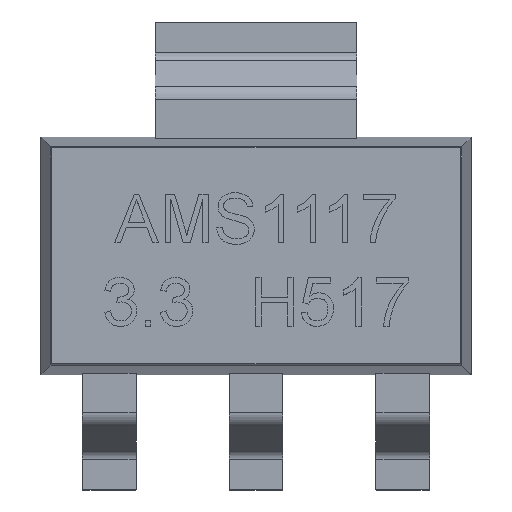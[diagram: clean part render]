
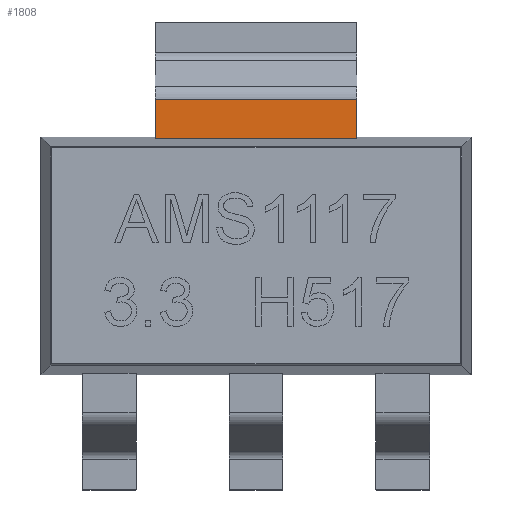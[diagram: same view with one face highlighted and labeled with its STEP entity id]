
A CAD part, top view. The second image highlights one B-rep face of the part: STEP entity #1808.
In plain terms, the highlighted planar face has unit normal (0, 0, 1).
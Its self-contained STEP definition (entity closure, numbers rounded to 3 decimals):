
#749 = PLANE('',#750);
#750 = AXIS2_PLACEMENT_3D('',#751,#752,#753);
#751 = CARTESIAN_POINT('',(-1.575,2.661,-0.267));
#752 = DIRECTION('',(-1.,0.,0.));
#753 = DIRECTION('',(0.,0.,1.));
#805 = PLANE('',#806);
#806 = AXIS2_PLACEMENT_3D('',#807,#808,#809);
#807 = CARTESIAN_POINT('',(1.575,2.661,-0.267));
#808 = DIRECTION('',(-1.,0.,0.));
#809 = DIRECTION('',(0.,0.,1.));
#961 = VERTEX_POINT('',#962);
#962 = CARTESIAN_POINT('',(-1.575,2.44,0.21));
#977 = CYLINDRICAL_SURFACE('',#978,0.25);
#978 = AXIS2_PLACEMENT_3D('',#979,#980,#981);
#979 = CARTESIAN_POINT('',(-1.575,2.44,-0.04));
#980 = DIRECTION('',(-1.,0.,0.));
#981 = DIRECTION('',(0.,-1.,0.));
#989 = EDGE_CURVE('',#961,#990,#992,.T.);
#990 = VERTEX_POINT('',#991);
#991 = CARTESIAN_POINT('',(-1.575,1.64,0.21));
#992 = SURFACE_CURVE('',#993,(#997,#1004),.PCURVE_S1.);
#993 = LINE('',#994,#995);
#994 = CARTESIAN_POINT('',(-1.575,2.44,0.21));
#995 = VECTOR('',#996,1.);
#996 = DIRECTION('',(0.,-1.,0.));
#997 = PCURVE('',#749,#998);
#998 = DEFINITIONAL_REPRESENTATION('',(#999),#1003);
#999 = LINE('',#1000,#1001);
#1000 = CARTESIAN_POINT('',(0.477,-0.221));
#1001 = VECTOR('',#1002,1.);
#1002 = DIRECTION('',(0.,-1.));
#1003 = ( GEOMETRIC_REPRESENTATION_CONTEXT(2) 
PARAMETRIC_REPRESENTATION_CONTEXT() REPRESENTATION_CONTEXT('2D SPACE',''
  ) );
#1004 = PCURVE('',#1005,#1010);
#1005 = PLANE('',#1006);
#1006 = AXIS2_PLACEMENT_3D('',#1007,#1008,#1009);
#1007 = CARTESIAN_POINT('',(-1.575,2.44,0.21));
#1008 = DIRECTION('',(0.,0.,1.));
#1009 = DIRECTION('',(0.,1.,0.));
#1010 = DEFINITIONAL_REPRESENTATION('',(#1011),#1015);
#1011 = LINE('',#1012,#1013);
#1012 = CARTESIAN_POINT('',(0.,0.));
#1013 = VECTOR('',#1014,1.);
#1014 = DIRECTION('',(-1.,0.));
#1015 = ( GEOMETRIC_REPRESENTATION_CONTEXT(2) 
PARAMETRIC_REPRESENTATION_CONTEXT() REPRESENTATION_CONTEXT('2D SPACE',''
  ) );
#1033 = PLANE('',#1034);
#1034 = AXIS2_PLACEMENT_3D('',#1035,#1036,#1037);
#1035 = CARTESIAN_POINT('',(-1.575,1.64,0.21));
#1036 = DIRECTION('',(0.,-1.,
    0.));
#1037 = DIRECTION('',(0.,0.,
    1.));
#1381 = VERTEX_POINT('',#1382);
#1382 = CARTESIAN_POINT('',(1.575,2.44,0.21));
#1404 = EDGE_CURVE('',#1381,#1405,#1407,.T.);
#1405 = VERTEX_POINT('',#1406);
#1406 = CARTESIAN_POINT('',(1.575,1.64,0.21));
#1407 = SURFACE_CURVE('',#1408,(#1412,#1419),.PCURVE_S1.);
#1408 = LINE('',#1409,#1410);
#1409 = CARTESIAN_POINT('',(1.575,2.44,0.21));
#1410 = VECTOR('',#1411,1.);
#1411 = DIRECTION('',(0.,-1.,0.));
#1412 = PCURVE('',#805,#1413);
#1413 = DEFINITIONAL_REPRESENTATION('',(#1414),#1418);
#1414 = LINE('',#1415,#1416);
#1415 = CARTESIAN_POINT('',(0.477,-0.221));
#1416 = VECTOR('',#1417,1.);
#1417 = DIRECTION('',(0.,-1.));
#1418 = ( GEOMETRIC_REPRESENTATION_CONTEXT(2) 
PARAMETRIC_REPRESENTATION_CONTEXT() REPRESENTATION_CONTEXT('2D SPACE',''
  ) );
#1419 = PCURVE('',#1005,#1420);
#1420 = DEFINITIONAL_REPRESENTATION('',(#1421),#1425);
#1421 = LINE('',#1422,#1423);
#1422 = CARTESIAN_POINT('',(0.,-3.15));
#1423 = VECTOR('',#1424,1.);
#1424 = DIRECTION('',(-1.,0.));
#1425 = ( GEOMETRIC_REPRESENTATION_CONTEXT(2) 
PARAMETRIC_REPRESENTATION_CONTEXT() REPRESENTATION_CONTEXT('2D SPACE',''
  ) );
#1758 = EDGE_CURVE('',#961,#1381,#1759,.T.);
#1759 = SURFACE_CURVE('',#1760,(#1764,#1771),.PCURVE_S1.);
#1760 = LINE('',#1761,#1762);
#1761 = CARTESIAN_POINT('',(-1.575,2.44,0.21));
#1762 = VECTOR('',#1763,1.);
#1763 = DIRECTION('',(1.,0.,0.));
#1764 = PCURVE('',#977,#1765);
#1765 = DEFINITIONAL_REPRESENTATION('',(#1766),#1770);
#1766 = LINE('',#1767,#1768);
#1767 = CARTESIAN_POINT('',(1.571,0.));
#1768 = VECTOR('',#1769,1.);
#1769 = DIRECTION('',(0.,-1.));
#1770 = ( GEOMETRIC_REPRESENTATION_CONTEXT(2) 
PARAMETRIC_REPRESENTATION_CONTEXT() REPRESENTATION_CONTEXT('2D SPACE',''
  ) );
#1771 = PCURVE('',#1005,#1772);
#1772 = DEFINITIONAL_REPRESENTATION('',(#1773),#1777);
#1773 = LINE('',#1774,#1775);
#1774 = CARTESIAN_POINT('',(0.,0.));
#1775 = VECTOR('',#1776,1.);
#1776 = DIRECTION('',(0.,-1.));
#1777 = ( GEOMETRIC_REPRESENTATION_CONTEXT(2) 
PARAMETRIC_REPRESENTATION_CONTEXT() REPRESENTATION_CONTEXT('2D SPACE',''
  ) );
#1785 = EDGE_CURVE('',#990,#1405,#1786,.T.);
#1786 = SURFACE_CURVE('',#1787,(#1791,#1798),.PCURVE_S1.);
#1787 = LINE('',#1788,#1789);
#1788 = CARTESIAN_POINT('',(-1.575,1.64,0.21));
#1789 = VECTOR('',#1790,1.);
#1790 = DIRECTION('',(1.,0.,0.));
#1791 = PCURVE('',#1033,#1792);
#1792 = DEFINITIONAL_REPRESENTATION('',(#1793),#1797);
#1793 = LINE('',#1794,#1795);
#1794 = CARTESIAN_POINT('',(0.,0.));
#1795 = VECTOR('',#1796,1.);
#1796 = DIRECTION('',(0.,-1.));
#1797 = ( GEOMETRIC_REPRESENTATION_CONTEXT(2) 
PARAMETRIC_REPRESENTATION_CONTEXT() REPRESENTATION_CONTEXT('2D SPACE',''
  ) );
#1798 = PCURVE('',#1005,#1799);
#1799 = DEFINITIONAL_REPRESENTATION('',(#1800),#1804);
#1800 = LINE('',#1801,#1802);
#1801 = CARTESIAN_POINT('',(-0.8,0.));
#1802 = VECTOR('',#1803,1.);
#1803 = DIRECTION('',(0.,-1.));
#1804 = ( GEOMETRIC_REPRESENTATION_CONTEXT(2) 
PARAMETRIC_REPRESENTATION_CONTEXT() REPRESENTATION_CONTEXT('2D SPACE',''
  ) );
#1808 = ADVANCED_FACE('',(#1809),#1005,.T.);
#1809 = FACE_BOUND('',#1810,.F.);
#1810 = EDGE_LOOP('',(#1811,#1812,#1813,#1814));
#1811 = ORIENTED_EDGE('',*,*,#1758,.T.);
#1812 = ORIENTED_EDGE('',*,*,#1404,.T.);
#1813 = ORIENTED_EDGE('',*,*,#1785,.F.);
#1814 = ORIENTED_EDGE('',*,*,#989,.F.);
